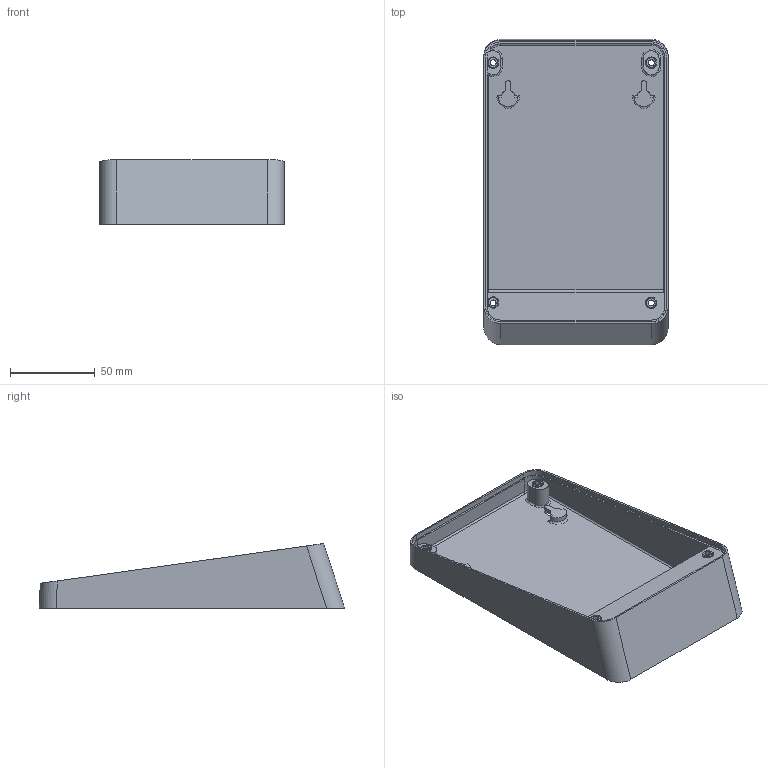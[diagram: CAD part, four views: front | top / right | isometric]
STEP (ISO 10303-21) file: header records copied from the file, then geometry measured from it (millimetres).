
FILE_DESCRIPTION(('CAx-IF Rec.Pracs.---Model Styling and Organization---1.5---2016-08-15','CAx-IF Rec.Pracs.---Geometric and Assembly Validation Properties---4.4---2016-08-17','CAx-IF Rec.Pracs.---User Defined Attributes---1.5---2016-08-15','CAx-IF Rec.Pracs.---External References---2.1---2005-01-19'),'2;1');
FILE_NAME('BACK COVER .stp','2021-07-15T16:24:08',('Unspecified'),('Unspecified'),'CAD Exchanger 3.9.2 (cadexchanger.com)','Unspecified','');
FILE_SCHEMA(('AUTOMOTIVE_DESIGN { 1 0 10303 214 1 1 1 1 }'));
Length unit declared in the file: millimetre
Bounding box: 108.7 x 179.96 x 38.28 mm (x, y, z)
Volume: 60570.1 mm3; surface area: 72738.9 mm2
Topology: 1 solids, 1 shells, 183 faces, 469 edges, 301 vertices
Faces by surface type: plane 89, cylinder 68, revolution 12, cone 8, bspline 6
Full cylindrical faces by diameter (mm): 3.5 x4, 6.7 x4
Entity records: 8294 total; most frequent: CARTESIAN_POINT 2439, ORIENTED_EDGE 930, DIRECTION 853, EDGE_CURVE 465, VERTEX_POINT 301, AXIS2_PLACEMENT_3D 287, LINE 267, VECTOR 267
